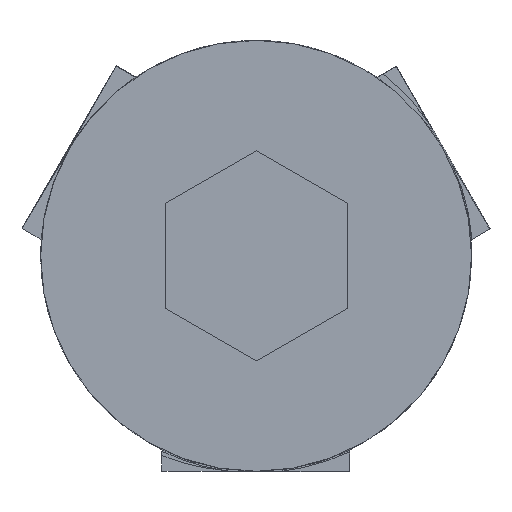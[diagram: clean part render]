
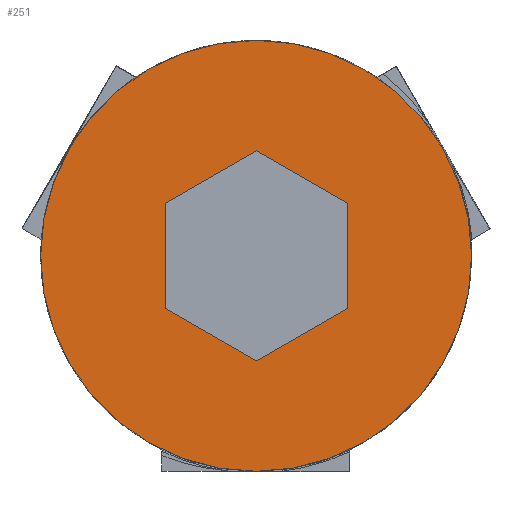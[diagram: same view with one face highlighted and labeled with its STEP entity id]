
A CAD part, front view. The second image highlights one B-rep face of the part: STEP entity #251.
In plain terms, the highlighted planar face has unit normal (0, -1, 0).
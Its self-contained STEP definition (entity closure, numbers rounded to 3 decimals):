
#88=CARTESIAN_POINT('',(-17.183,-3.978,5.198));
#89=VERTEX_POINT('',#88);
#96=CARTESIAN_POINT('',(-17.183,-3.978,6.18));
#97=VERTEX_POINT('',#96);
#98=CARTESIAN_POINT('',(-17.183,-3.978,6.18));
#99=DIRECTION('',(0.,-0.,-1.));
#100=VECTOR('',#99,0.982);
#101=LINE('',#98,#100);
#102=EDGE_CURVE('',#97,#89,#101,.T.);
#120=CARTESIAN_POINT('',(-18.033,-3.978,6.67));
#121=VERTEX_POINT('',#120);
#122=CARTESIAN_POINT('',(-18.033,-3.978,6.67));
#123=DIRECTION('',(0.866,-0.,-0.5));
#124=VECTOR('',#123,0.982);
#125=LINE('',#122,#124);
#126=EDGE_CURVE('',#121,#97,#125,.T.);
#144=CARTESIAN_POINT('',(-18.883,-3.978,6.18));
#145=VERTEX_POINT('',#144);
#146=CARTESIAN_POINT('',(-18.883,-3.978,6.18));
#147=DIRECTION('',(0.866,0.,0.5));
#148=VECTOR('',#147,0.982);
#149=LINE('',#146,#148);
#150=EDGE_CURVE('',#145,#121,#149,.T.);
#168=CARTESIAN_POINT('',(-18.883,-3.978,5.198));
#169=VERTEX_POINT('',#168);
#170=CARTESIAN_POINT('',(-18.883,-3.978,5.198));
#171=DIRECTION('',(-0.,0.,1.));
#172=VECTOR('',#171,0.982);
#173=LINE('',#170,#172);
#174=EDGE_CURVE('',#169,#145,#173,.T.);
#192=CARTESIAN_POINT('',(-18.033,-3.978,4.707));
#193=VERTEX_POINT('',#192);
#194=CARTESIAN_POINT('',(-18.033,-3.978,4.707));
#195=DIRECTION('',(-0.866,0.,0.5));
#196=VECTOR('',#195,0.982);
#197=LINE('',#194,#196);
#198=EDGE_CURVE('',#193,#169,#197,.T.);
#216=CARTESIAN_POINT('',(-17.183,-3.978,5.198));
#217=DIRECTION('',(-0.866,-0.,-0.5));
#218=VECTOR('',#217,0.982);
#219=LINE('',#216,#218);
#220=EDGE_CURVE('',#89,#193,#219,.T.);
#227=CARTESIAN_POINT('',(-18.032,-3.978,7.601));
#228=DIRECTION('',(-0.,1.,0.));
#229=DIRECTION('',(-0.,0.,-1.));
#230=AXIS2_PLACEMENT_3D('',#227,#228,#229);
#231=PLANE('',#230);
#232=CARTESIAN_POINT('',(-18.033,-3.978,3.677));
#233=VERTEX_POINT('',#232);
#234=CARTESIAN_POINT('',(-18.033,-3.978,5.689));
#235=DIRECTION('',(0.,-1.,-0.));
#236=DIRECTION('',(-0.,0.,-1.));
#237=AXIS2_PLACEMENT_3D('',#234,#235,#236);
#238=CIRCLE('',#237,2.012);
#239=EDGE_CURVE('',#233,#233,#238,.T.);
#240=ORIENTED_EDGE('',*,*,#239,.T.);
#241=EDGE_LOOP('',(#240));
#242=FACE_BOUND('',#241,.T.);
#243=ORIENTED_EDGE('',*,*,#126,.T.);
#244=ORIENTED_EDGE('',*,*,#102,.T.);
#245=ORIENTED_EDGE('',*,*,#220,.T.);
#246=ORIENTED_EDGE('',*,*,#198,.T.);
#247=ORIENTED_EDGE('',*,*,#174,.T.);
#248=ORIENTED_EDGE('',*,*,#150,.T.);
#249=EDGE_LOOP('',(#243,#244,#245,#246,#247,#248));
#250=FACE_BOUND('',#249,.T.);
#251=ADVANCED_FACE('',(#242,#250),#231,.F.);
